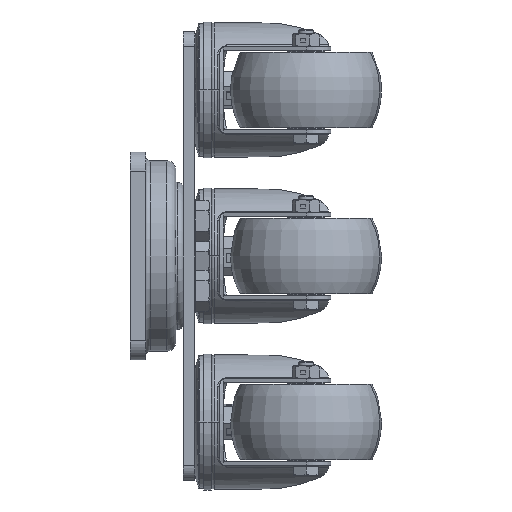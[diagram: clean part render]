
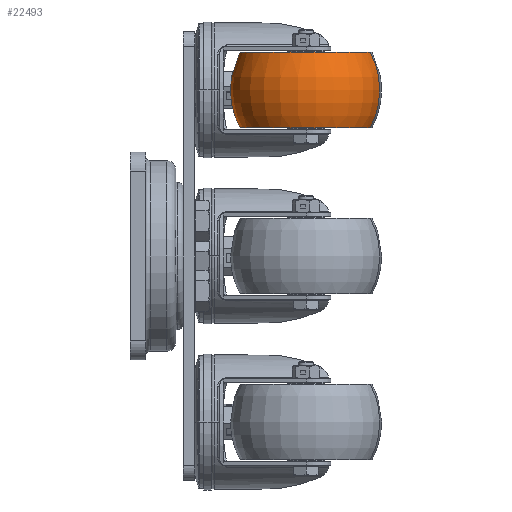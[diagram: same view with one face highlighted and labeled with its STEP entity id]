
A CAD part, left-side view. The second image highlights one B-rep face of the part: STEP entity #22493.
In plain terms, the highlighted toroidal (fillet/blend) face has major radius 2.5 mm and minor radius 42.5 mm.
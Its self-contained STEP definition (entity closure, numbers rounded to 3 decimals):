
#1991 = CARTESIAN_POINT ( 'NONE',  ( -96.386, -127.087, 67.902 ) ) ;
#2822 = DIRECTION ( 'NONE',  ( -0.227, -0.974, 0. ) ) ;
#3906 = CIRCLE ( 'NONE', #41962, 42.5 ) ;
#5680 = EDGE_CURVE ( 'NONE', #35686, #21593, #17256, .T. ) ;
#5887 = AXIS2_PLACEMENT_3D ( 'NONE', #30785, #43317, #8341 ) ;
#8341 = DIRECTION ( 'NONE',  ( -0.227, -0.974, 0. ) ) ;
#8382 = DIRECTION ( 'NONE',  ( -0.227, -0.974, 0. ) ) ;
#8902 = FACE_OUTER_BOUND ( 'NONE', #37522, .T. ) ;
#10171 = DIRECTION ( 'NONE',  ( -0.227, -0.974, 0. ) ) ;
#10869 = AXIS2_PLACEMENT_3D ( 'NONE', #40259, #44809, #10171 ) ;
#13336 = AXIS2_PLACEMENT_3D ( 'NONE', #15338, #25012, #2822 ) ;
#15207 = ORIENTED_EDGE ( 'NONE', *, *, #5680, .T. ) ;
#15338 = CARTESIAN_POINT ( 'NONE',  ( -88.445, -93., 67.902 ) ) ;
#17256 = CIRCLE ( 'NONE', #10869, 42.5 ) ;
#18225 = DIRECTION ( 'NONE',  ( 0.974, -0.227, 0. ) ) ;
#21593 = VERTEX_POINT ( 'NONE', #51350 ) ;
#22162 = AXIS2_PLACEMENT_3D ( 'NONE', #29988, #42780, #8382 ) ;
#22493 = ADVANCED_FACE ( 'NONE', ( #8902 ), #43121, .T. ) ;
#24693 = VERTEX_POINT ( 'NONE', #31791 ) ;
#25012 = DIRECTION ( 'NONE',  ( 0., 0., 1. ) ) ;
#28438 = VERTEX_POINT ( 'NONE', #44553 ) ;
#29988 = CARTESIAN_POINT ( 'NONE',  ( -88.445, -93., 107.902 ) ) ;
#30785 = CARTESIAN_POINT ( 'NONE',  ( -88.445, -93., 87.902 ) ) ;
#31791 = CARTESIAN_POINT ( 'NONE',  ( -80.503, -58.913, 107.902 ) ) ;
#33993 = ORIENTED_EDGE ( 'NONE', *, *, #37116, .T. ) ;
#35294 = CARTESIAN_POINT ( 'NONE',  ( -89.012, -95.435, 87.902 ) ) ;
#35686 = VERTEX_POINT ( 'NONE', #1991 ) ;
#37116 = EDGE_CURVE ( 'NONE', #28438, #35686, #47776, .T. ) ;
#37522 = EDGE_LOOP ( 'NONE', ( #45188, #33993, #15207, #38200 ) ) ;
#38200 = ORIENTED_EDGE ( 'NONE', *, *, #46329, .F. ) ;
#40259 = CARTESIAN_POINT ( 'NONE',  ( -87.878, -90.565, 87.902 ) ) ;
#41962 = AXIS2_PLACEMENT_3D ( 'NONE', #35294, #18225, #52546 ) ;
#42780 = DIRECTION ( 'NONE',  ( 0., 0., 1. ) ) ;
#42993 = EDGE_CURVE ( 'NONE', #28438, #24693, #3906, .T. ) ;
#43121 = TOROIDAL_SURFACE ( 'NONE', #5887, -2.5, 42.5 ) ;
#43317 = DIRECTION ( 'NONE',  ( 0., 0., 1. ) ) ;
#44553 = CARTESIAN_POINT ( 'NONE',  ( -80.503, -58.913, 67.902 ) ) ;
#44809 = DIRECTION ( 'NONE',  ( -0.974, 0.227, 0. ) ) ;
#45188 = ORIENTED_EDGE ( 'NONE', *, *, #42993, .F. ) ;
#46329 = EDGE_CURVE ( 'NONE', #24693, #21593, #48417, .T. ) ;
#47776 = CIRCLE ( 'NONE', #13336, 35. ) ;
#48417 = CIRCLE ( 'NONE', #22162, 35. ) ;
#51350 = CARTESIAN_POINT ( 'NONE',  ( -96.386, -127.087, 107.902 ) ) ;
#52546 = DIRECTION ( 'NONE',  ( 0.227, 0.974, 0. ) ) ;
